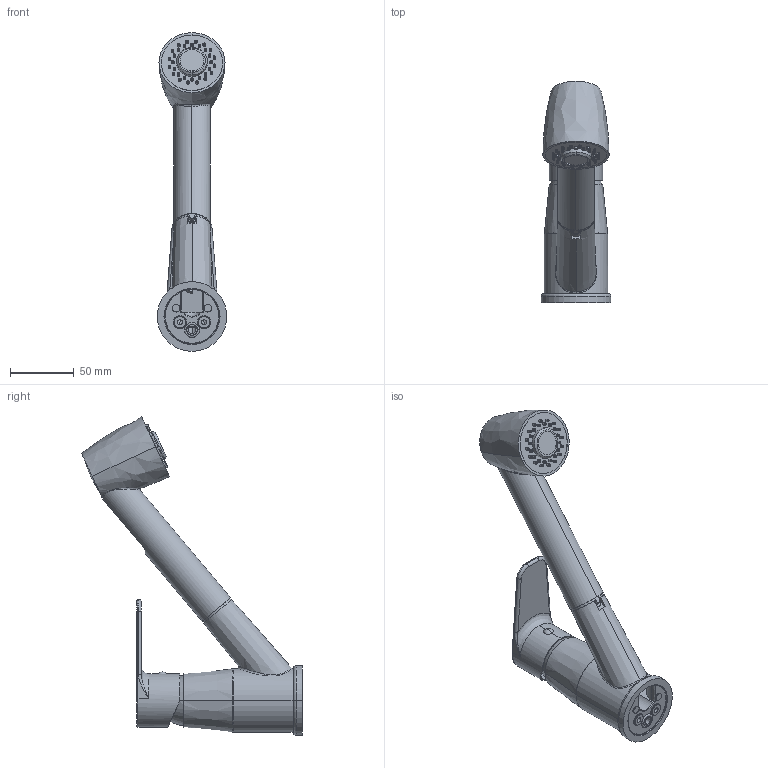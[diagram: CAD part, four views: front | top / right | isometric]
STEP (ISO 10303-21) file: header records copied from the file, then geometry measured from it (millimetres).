
FILE_DESCRIPTION((''),'2;1');
FILE_NAME('LM183CR','2021-11-29T14:24:56',('ut3'),('PAFFONI SpA'),'CREO PARAMETRIC BY PTC INC, 2020044','CREO PARAMETRIC BY PTC INC, 2020044','');
FILE_SCHEMA(('CONFIG_CONTROL_DESIGN','SHAPE_APPEARANCE_LAYERS_GROUPS'));
Products named in the file (1): LM183CR
Bounding box: 54.7 x 173.53 x 250.31 mm (x, y, z)
Volume: 339820.6 mm3; surface area: 119734.1 mm2
Topology: 2 solids, 2 shells, 1141 faces, 2927 edges, 1861 vertices
Faces by surface type: plane 467, cylinder 426, cone 130, torus 61, bspline 42, sphere 15
Entity records: 52813 total; most frequent: CARTESIAN_POINT 16498, DIRECTION 6054, ORIENTED_EDGE 5818, EDGE_CURVE 2909, AXIS2_PLACEMENT_3D 2328, VERTEX_POINT 1861, VECTOR 1398, LINE 1398
